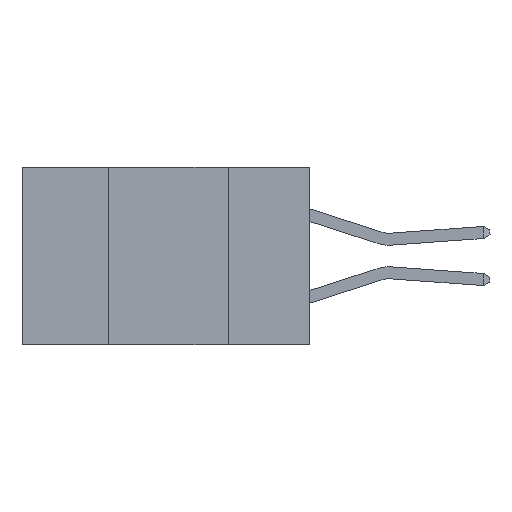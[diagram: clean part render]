
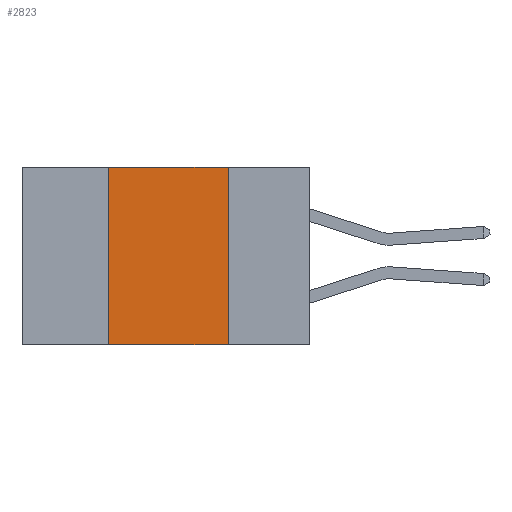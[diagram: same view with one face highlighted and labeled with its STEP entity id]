
A CAD part, left-side view. The second image highlights one B-rep face of the part: STEP entity #2823.
In plain terms, the highlighted planar face has unit normal (-1, 0, 0).
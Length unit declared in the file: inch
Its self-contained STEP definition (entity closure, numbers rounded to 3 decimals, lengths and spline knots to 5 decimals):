
#298 = LINE ( 'NONE', #18867, #22905 ) ;
#367 = EDGE_CURVE ( 'NONE', #21168, #21671, #16956, .T. ) ;
#982 = EDGE_CURVE ( 'NONE', #21168, #5743, #298, .T. ) ;
#1316 = VECTOR ( 'NONE', #16449, 39.37008 ) ;
#2013 = EDGE_LOOP ( 'NONE', ( #7860, #6141, #4677, #10419 ) ) ;
#2823 = ADVANCED_FACE ( 'NONE', ( #15977 ), #15500, .F. ) ;
#4677 = ORIENTED_EDGE ( 'NONE', *, *, #367, .F. ) ;
#5743 = VERTEX_POINT ( 'NONE', #21906 ) ;
#6141 = ORIENTED_EDGE ( 'NONE', *, *, #10388, .F. ) ;
#7669 = DIRECTION ( 'NONE',  ( 0., 0., 1. ) ) ;
#7860 = ORIENTED_EDGE ( 'NONE', *, *, #15211, .F. ) ;
#10052 = DIRECTION ( 'NONE',  ( 0., -1., 0. ) ) ;
#10388 = EDGE_CURVE ( 'NONE', #21671, #10623, #11107, .T. ) ;
#10419 = ORIENTED_EDGE ( 'NONE', *, *, #982, .T. ) ;
#10484 = CARTESIAN_POINT ( 'NONE',  ( 0., 0.42, -0.37 ) ) ;
#10623 = VERTEX_POINT ( 'NONE', #11613 ) ;
#11107 = LINE ( 'NONE', #16650, #1316 ) ;
#11613 = CARTESIAN_POINT ( 'NONE',  ( 0., 0.17, 0. ) ) ;
#11878 = VECTOR ( 'NONE', #7669, 39.37008 ) ;
#12595 = DIRECTION ( 'NONE',  ( 0., 0., -1. ) ) ;
#13049 = DIRECTION ( 'NONE',  ( 1., 0., 0. ) ) ;
#13120 = DIRECTION ( 'NONE',  ( 0., 0., -1. ) ) ;
#13122 = LINE ( 'NONE', #19513, #17178 ) ;
#14429 = CARTESIAN_POINT ( 'NONE',  ( 0., 0.6, 0. ) ) ;
#15211 = EDGE_CURVE ( 'NONE', #10623, #5743, #13122, .T. ) ;
#15500 = PLANE ( 'NONE',  #18976 ) ;
#15977 = FACE_OUTER_BOUND ( 'NONE', #2013, .T. ) ;
#16449 = DIRECTION ( 'NONE',  ( 0., -1., 0. ) ) ;
#16650 = CARTESIAN_POINT ( 'NONE',  ( 0., 0.6, 0. ) ) ;
#16956 = LINE ( 'NONE', #18922, #11878 ) ;
#17178 = VECTOR ( 'NONE', #12595, 39.37008 ) ;
#18867 = CARTESIAN_POINT ( 'NONE',  ( 0., 0.6, -0.37 ) ) ;
#18922 = CARTESIAN_POINT ( 'NONE',  ( 0., 0.42, 0. ) ) ;
#18976 = AXIS2_PLACEMENT_3D ( 'NONE', #14429, #13049, #13120 ) ;
#19513 = CARTESIAN_POINT ( 'NONE',  ( 0., 0.17, 0. ) ) ;
#21168 = VERTEX_POINT ( 'NONE', #10484 ) ;
#21671 = VERTEX_POINT ( 'NONE', #22033 ) ;
#21906 = CARTESIAN_POINT ( 'NONE',  ( 0., 0.17, -0.37 ) ) ;
#22033 = CARTESIAN_POINT ( 'NONE',  ( 0., 0.42, 0. ) ) ;
#22905 = VECTOR ( 'NONE', #10052, 39.37008 ) ;
